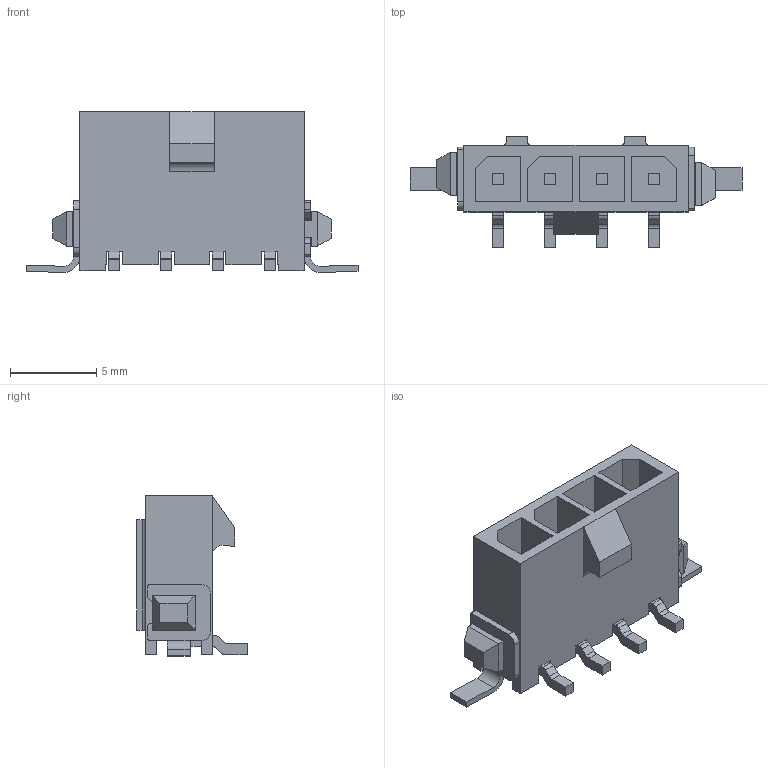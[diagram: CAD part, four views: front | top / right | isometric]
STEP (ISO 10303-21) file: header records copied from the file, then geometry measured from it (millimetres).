
FILE_DESCRIPTION((''),'2;1');
FILE_NAME('C-2-1445053-4','2010-12-23T',('workeradm'),('Tyco Electronics Ltd.'),'PRO/ENGINEER BY PARAMETRIC TECHNOLOGY CORPORATION, 2009300','PRO/ENGINEER BY PARAMETRIC TECHNOLOGY CORPORATION, 2009300','');
FILE_SCHEMA(('AUTOMOTIVE_DESIGN { 1 0 10303 214 1 1 1 1 }'));
Length unit declared in the file: millimetre
Products named in the file (1): C-2-1445053-4
Bounding box: 19.25 x 6.41 x 9.33 mm (x, y, z)
Volume: 296.7 mm3; surface area: 843.3 mm2
Topology: 1 solids, 1 shells, 263 faces, 721 edges, 470 vertices
Faces by surface type: plane 216, cylinder 47
Entity records: 8481 total; most frequent: CARTESIAN_POINT 1456, ORIENTED_EDGE 1442, DIRECTION 1341, EDGE_CURVE 721, VECTOR 627, LINE 627, VERTEX_POINT 470, AXIS2_PLACEMENT_3D 357
